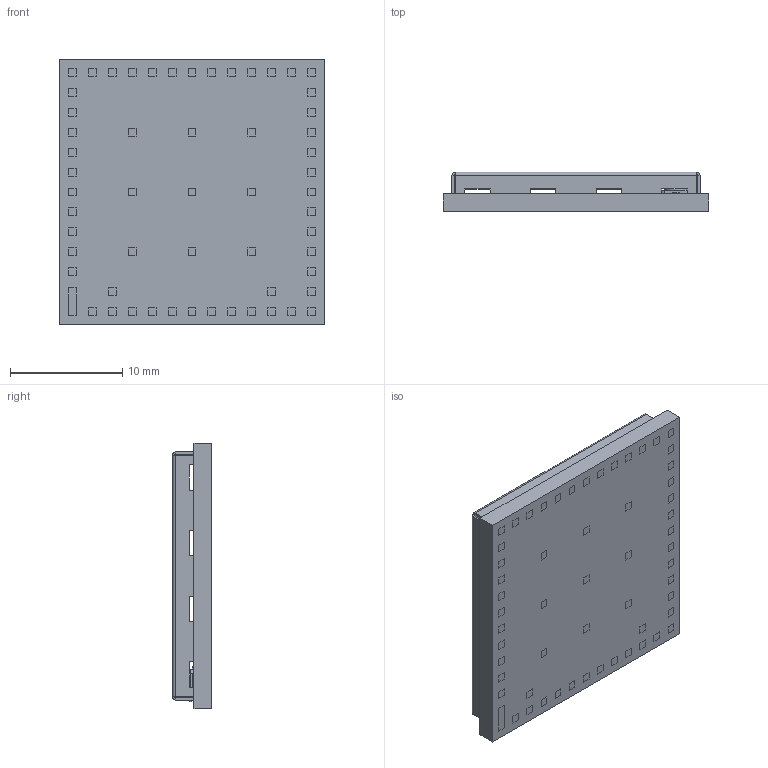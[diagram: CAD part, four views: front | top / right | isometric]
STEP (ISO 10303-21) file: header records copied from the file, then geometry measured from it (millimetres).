
FILE_DESCRIPTION (( 'STEP AP214' ), '1' );
FILE_NAME ('MTXDOT-NA1-A00-1.STEP', '2020-11-24T06:14:48', ( '' ), ( '' ), 'SwSTEP 2.0', 'SolidWorks 2017', '' );
FILE_SCHEMA (( 'AUTOMOTIVE_DESIGN' ));
Length unit declared in the file: inch
Products named in the file (1): MTXDOT-NA1-A00-1
Bounding box: 23.62 x 3.51 x 23.62 mm (x, y, z)
Volume: 1000.4 mm3; surface area: 2661.6 mm2
Topology: 64 solids, 64 shells, 813 faces, 1836 edges, 1209 vertices
Faces by surface type: plane 770, cylinder 29, cone 6, bspline 6, sphere 2
Entity records: 23127 total; most frequent: CARTESIAN_POINT 4111, ORIENTED_EDGE 3664, DIRECTION 3488, EDGE_CURVE 1832, LINE 1768, VECTOR 1768, VERTEX_POINT 1207, EDGE_LOOP 875
